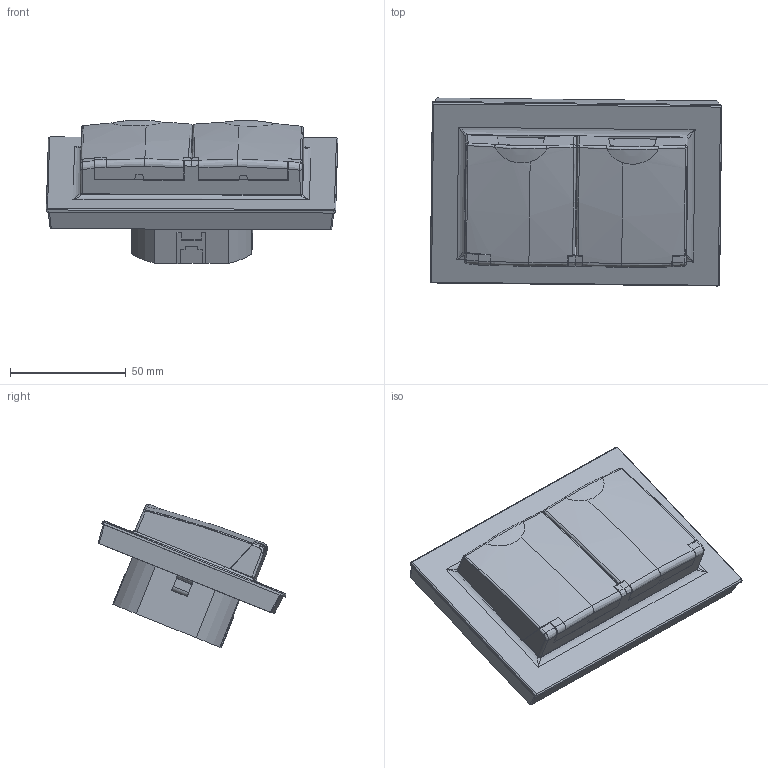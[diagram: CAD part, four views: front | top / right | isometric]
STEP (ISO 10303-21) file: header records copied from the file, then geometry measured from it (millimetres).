
FILE_DESCRIPTION (( 'STEP AP214' ), '1' );
FILE_NAME ('ðàìêè, èíôîðìàöèîííûå , ðîçåòêè.STEP', '2025-04-08T11:41:48', ( '' ), ( '' ), 'SwSTEP 2.0', 'SolidWorks 2022', '' );
FILE_SCHEMA (( 'AUTOMOTIVE_DESIGN' ));
Length unit declared in the file: millimetre
Products named in the file (1): рамки, информационные , розетки
Bounding box: 126.02 x 81.23 x 62.1 mm (x, y, z)
Volume: 214857.4 mm3; surface area: 79290 mm2
Topology: 3 solids, 22 shells, 1473 faces, 3935 edges, 2538 vertices
Faces by surface type: plane 831, cylinder 354, bspline 172, cone 72, torus 32, sphere 12
Entity records: 52184 total; most frequent: CARTESIAN_POINT 17190, ORIENTED_EDGE 7862, DIRECTION 6486, EDGE_CURVE 3931, VERTEX_POINT 2538, VECTOR 2332, LINE 2332, AXIS2_PLACEMENT_3D 2077
